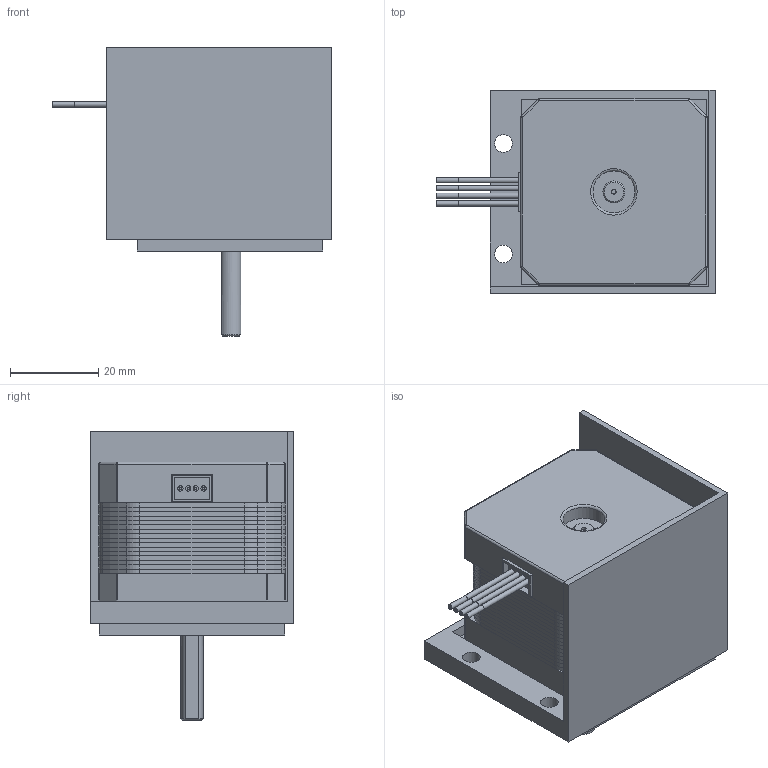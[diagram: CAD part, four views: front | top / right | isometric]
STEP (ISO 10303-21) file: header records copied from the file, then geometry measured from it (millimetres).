
FILE_DESCRIPTION(/* description */ (''),/* implementation_level */ '2;1');
FILE_NAME(/* name */ '',/* time_stamp */ '2023-02-19T14:57:43+03:00',/* author */ (''),/* organization */ (''),/* preprocessor_version */ 'ST-DEVELOPER v19.2',/* originating_system */ 'Autodesk Translation Framework v11.17.0.187',/* authorisation */ '');
FILE_SCHEMA (('AUTOMOTIVE_DESIGN { 1 0 10303 214 3 1 1 }'));
Length unit declared in the file: millimetre
Products named in the file (2): Крепление под 
мотор с рейкой; NEMA17_34mm_5mm_shaft
Assembly tree (1 placements, depth 2):
  Крепление под 
мотор с рейкой
    NEMA17_34mm_5mm_shaft
Bounding box: 63.15 x 46 x 65.3 mm (x, y, z)
Volume: 76028.7 mm3; surface area: 82325.9 mm2
Topology: 28 solids, 28 shells, 446 faces, 1107 edges, 722 vertices
Faces by surface type: cylinder 250, plane 179, cone 8, sphere 8, torus 1
Full cylindrical faces by diameter (mm): 0.5 x8, 1 x1, 1.2 x8, 2.5 x4, 3.5 x4, 4 x2, 5 x2, 6 x1, 9.5 x2, 22 x2
Entity records: 13862 total; most frequent: DIRECTION 2509, CARTESIAN_POINT 2276, ORIENTED_EDGE 2198, EDGE_CURVE 1099, AXIS2_PLACEMENT_3D 963, VERTEX_POINT 722, LINE 583, VECTOR 583
